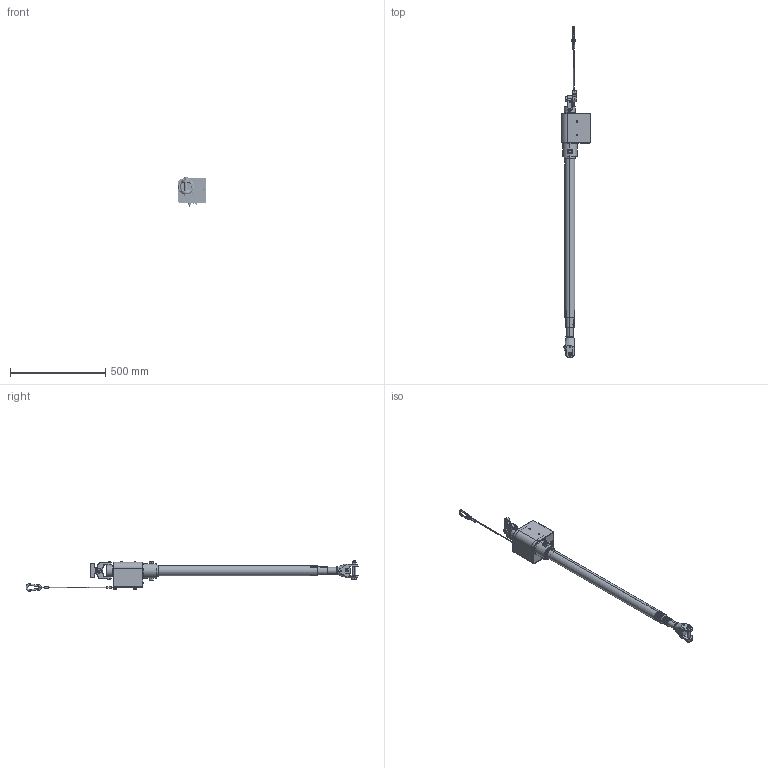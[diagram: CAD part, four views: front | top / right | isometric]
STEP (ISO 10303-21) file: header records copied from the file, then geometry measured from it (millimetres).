
FILE_DESCRIPTION((''),'2;1');
FILE_NAME('4390152875_ASM','2019-12-31T09:19:32',('INEextrab'),(''),'CREO PARAMETRIC BY PTC INC, 2018100','CREO PARAMETRIC BY PTC INC, 2018100','');
FILE_SCHEMA(('AP242_MANAGED_MODEL_BASED_3D_ENGINEERING_MIM_LF { 1 0 10303 442 1 1 4 }'));
Products named in the file (47): 4390208513; 4390208523; 0211132500; 4390208500_ASM; 4390208617; 4390208618; 4390207629; 4390208528; 0215001105; 4390208530; 4390208505_ASM; 4390207619; 4390152616; 4390152601; 4390207904; 4390152603; 0196155291; 4390208534_ASM; 4390208525; 4390208515; TIMBLE; 1-1-SOLID1; 2-1-SOLID1; 4390207914_ASM; 4390208517_ASM; 4390207910; 0216132500; 4390208518_ASM; 4390152605; 4390152806; 4390152609; 4390152881_ASM; 4390152807_AF0; 4390152611; 4390208584_ASM; 4390152808_AF0; 4390208579_ASM; 4390152613; 0108333200; 4390152614 ...
Assembly tree (64 placements, depth 5):
  4390152875_ASM
    4390208505_ASM
      4390208500_ASM
        4390208513
        4390208523
        0211132500  x6
      4390208617
      4390208618
      4390207629
      4390208528
      0215001105  x8
      4390208530
    4390208534_ASM
      4390207619
      4390152616  x2
      4390152601
      4390207904
      4390152603
      0196155291  x4
    4390208525
    4390208518_ASM
      4390208517_ASM
        4390208515
        TIMBLE  x2
        4390207914_ASM
          1-1-SOLID1
          2-1-SOLID1
      4390207910
      0216132500
    4390208612_ASM
      4390152881_ASM
        4390152605
        4390152806
        4390152609
      4390208584_ASM
        4390152807_AF0
        4390152611
      4390208579_ASM
        4390152808_AF0
      4390152613
      0108333200
      4390152614
      0291111200
      4390208629
    4390208072  x2
    4390208564
    3222311292
Bounding box: 151.5 x 1739.01 x 159.62 mm (x, y, z)
Volume: 1925649.3 mm3; surface area: 1279051.5 mm2
Topology: 64 solids, 112 shells, 4173 faces, 10652 edges, 6676 vertices
Faces by surface type: plane 1358, cylinder 1235, cone 570, torus 466, bspline 396, sphere 116, extrusion 21, revolution 11
Entity records: 327218 total; most frequent: CARTESIAN_POINT 222613, ORIENTED_EDGE 19205, DIRECTION 18963, EDGE_CURVE 9826, AXIS2_PLACEMENT_3D 7558, VERTEX_POINT 6228, EDGE_LOOP 4149, CIRCLE 3956
